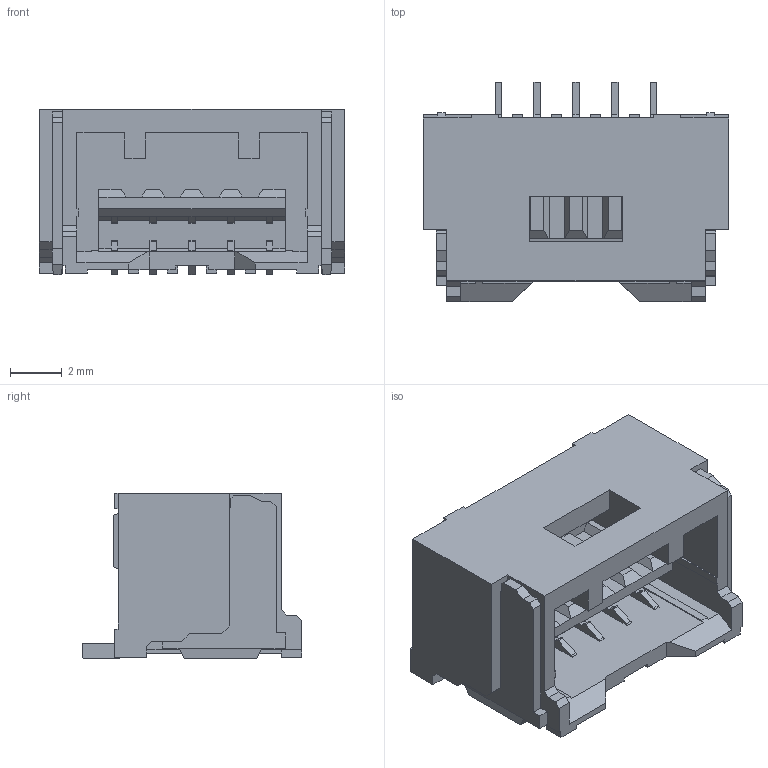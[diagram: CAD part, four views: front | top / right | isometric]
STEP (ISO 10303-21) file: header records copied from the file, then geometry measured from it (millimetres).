
FILE_DESCRIPTION(('FreeCAD Model'),'2;1');
FILE_NAME('Open CASCADE Shape Model','2024-11-18T21:05:35',(''),(''), 'Open CASCADE STEP processor 7.7','FreeCAD','Unknown');
FILE_SCHEMA(('AUTOMOTIVE_DESIGN { 1 0 10303 214 1 1 1 1 }'));
Length unit declared in the file: millimetre
Products named in the file (1): 5025850570wbm000_01
Bounding box: 11.8 x 8.5 x 6.4 mm (x, y, z)
Volume: 264.4 mm3; surface area: 640 mm2
Topology: 1 solids, 1 shells, 343 faces, 986 edges, 650 vertices
Faces by surface type: plane 328, cylinder 15
Entity records: 25000 total; most frequent: CARTESIAN_POINT 4132, DIRECTION 3646, LINE 2898, VECTOR 2898, ORIENTED_EDGE 1972, PCURVE 1972, DEFINITIONAL_REPRESENTATION 1972, EDGE_CURVE 986
